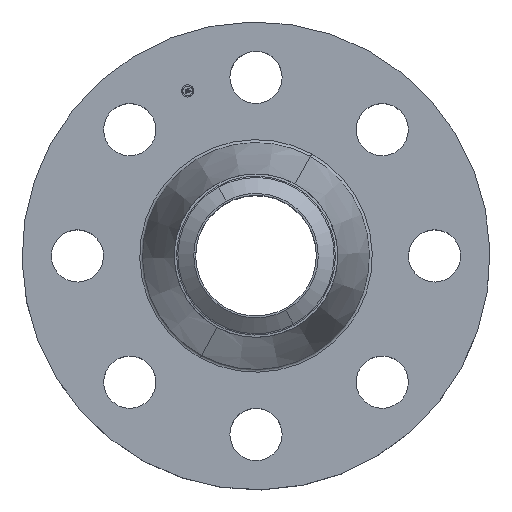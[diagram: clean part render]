
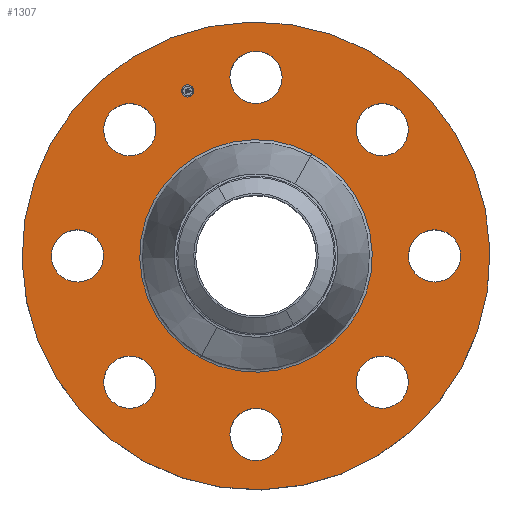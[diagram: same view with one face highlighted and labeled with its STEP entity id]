
A CAD part, top view. The second image highlights one B-rep face of the part: STEP entity #1307.
In plain terms, the highlighted planar face has unit normal (0, 0, 1).
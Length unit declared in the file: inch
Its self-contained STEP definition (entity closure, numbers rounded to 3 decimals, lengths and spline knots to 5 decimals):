
#65=AXIS2_PLACEMENT_3D('Circle Axis2P3D',#63,#64,$) ;
#82=AXIS2_PLACEMENT_3D('Circle Axis2P3D',#80,#81,$) ;
#115=AXIS2_PLACEMENT_3D('Circle Axis2P3D',#113,#114,$) ;
#139=AXIS2_PLACEMENT_3D('Circle Axis2P3D',#137,#138,$) ;
#156=AXIS2_PLACEMENT_3D('Circle Axis2P3D',#154,#155,$) ;
#191=AXIS2_PLACEMENT_3D('Circle Axis2P3D',#189,#190,$) ;
#732=AXIS2_PLACEMENT_3D('Circle Axis2P3D',#730,#731,$) ;
#744=AXIS2_PLACEMENT_3D('Circle Axis2P3D',#742,#743,$) ;
#775=AXIS2_PLACEMENT_3D('Circle Axis2P3D',#773,#774,$) ;
#787=AXIS2_PLACEMENT_3D('Circle Axis2P3D',#785,#786,$) ;
#818=AXIS2_PLACEMENT_3D('Circle Axis2P3D',#816,#817,$) ;
#830=AXIS2_PLACEMENT_3D('Circle Axis2P3D',#828,#829,$) ;
#861=AXIS2_PLACEMENT_3D('Circle Axis2P3D',#859,#860,$) ;
#873=AXIS2_PLACEMENT_3D('Circle Axis2P3D',#871,#872,$) ;
#904=AXIS2_PLACEMENT_3D('Circle Axis2P3D',#902,#903,$) ;
#916=AXIS2_PLACEMENT_3D('Circle Axis2P3D',#914,#915,$) ;
#947=AXIS2_PLACEMENT_3D('Circle Axis2P3D',#945,#946,$) ;
#959=AXIS2_PLACEMENT_3D('Circle Axis2P3D',#957,#958,$) ;
#990=AXIS2_PLACEMENT_3D('Circle Axis2P3D',#988,#989,$) ;
#1002=AXIS2_PLACEMENT_3D('Circle Axis2P3D',#1000,#1001,$) ;
#1247=AXIS2_PLACEMENT_3D('Plane Axis2P3D',#1244,#1245,#1246) ;
#1291=AXIS2_PLACEMENT_3D('Circle Axis2P3D',#1289,#1290,$) ;
#1300=AXIS2_PLACEMENT_3D('Circle Axis2P3D',#1298,#1299,$) ;
#46=CARTESIAN_POINT('Vertex',(-0.93024,7.75819,4.25)) ;
#60=CARTESIAN_POINT('Vertex',(0.93024,6.74181,4.25)) ;
#63=CARTESIAN_POINT('Axis2P3D Location',(0.,7.25,4.25)) ;
#80=CARTESIAN_POINT('Axis2P3D Location',(0.,7.25,4.25)) ;
#110=CARTESIAN_POINT('Vertex',(-4.55454,-8.33703,4.25)) ;
#113=CARTESIAN_POINT('Axis2P3D Location',(0.,0.,4.25)) ;
#117=CARTESIAN_POINT('Vertex',(4.55454,8.33703,4.25)) ;
#137=CARTESIAN_POINT('Axis2P3D Location',(0.,0.,4.25)) ;
#154=CARTESIAN_POINT('Axis2P3D Location',(0.,0.,4.25)) ;
#158=CARTESIAN_POINT('Vertex',(2.2632,4.14277,4.25)) ;
#160=CARTESIAN_POINT('Vertex',(-2.2632,-4.14277,4.25)) ;
#189=CARTESIAN_POINT('Axis2P3D Location',(0.,0.,4.25)) ;
#720=CARTESIAN_POINT('Vertex',(-4.82809,-6.14365,4.25)) ;
#727=CARTESIAN_POINT('Vertex',(-5.42496,-4.1094,4.25)) ;
#730=CARTESIAN_POINT('Axis2P3D Location',(-5.12652,-5.12652,4.25)) ;
#742=CARTESIAN_POINT('Axis2P3D Location',(-5.12652,-5.12652,4.25)) ;
#763=CARTESIAN_POINT('Vertex',(7.75819,0.93024,4.25)) ;
#770=CARTESIAN_POINT('Vertex',(6.74181,-0.93024,4.25)) ;
#773=CARTESIAN_POINT('Axis2P3D Location',(7.25,0.,4.25)) ;
#785=CARTESIAN_POINT('Axis2P3D Location',(7.25,0.,4.25)) ;
#806=CARTESIAN_POINT('Vertex',(-7.75819,-0.93024,4.25)) ;
#813=CARTESIAN_POINT('Vertex',(-6.74181,0.93024,4.25)) ;
#816=CARTESIAN_POINT('Axis2P3D Location',(-7.25,0.,4.25)) ;
#828=CARTESIAN_POINT('Axis2P3D Location',(-7.25,0.,4.25)) ;
#849=CARTESIAN_POINT('Vertex',(6.14365,-4.82809,4.25)) ;
#856=CARTESIAN_POINT('Vertex',(4.1094,-5.42496,4.25)) ;
#859=CARTESIAN_POINT('Axis2P3D Location',(5.12652,-5.12652,4.25)) ;
#871=CARTESIAN_POINT('Axis2P3D Location',(5.12652,-5.12652,4.25)) ;
#892=CARTESIAN_POINT('Vertex',(-6.14365,4.82809,4.25)) ;
#899=CARTESIAN_POINT('Vertex',(-4.1094,5.42496,4.25)) ;
#902=CARTESIAN_POINT('Axis2P3D Location',(-5.12652,5.12652,4.25)) ;
#914=CARTESIAN_POINT('Axis2P3D Location',(-5.12652,5.12652,4.25)) ;
#935=CARTESIAN_POINT('Vertex',(0.93024,-7.75819,4.25)) ;
#942=CARTESIAN_POINT('Vertex',(-0.93024,-6.74181,4.25)) ;
#945=CARTESIAN_POINT('Axis2P3D Location',(0.,-7.25,4.25)) ;
#957=CARTESIAN_POINT('Axis2P3D Location',(0.,-7.25,4.25)) ;
#978=CARTESIAN_POINT('Vertex',(4.82809,6.14365,4.25)) ;
#985=CARTESIAN_POINT('Vertex',(5.42496,4.1094,4.25)) ;
#988=CARTESIAN_POINT('Axis2P3D Location',(5.12652,5.12652,4.25)) ;
#1000=CARTESIAN_POINT('Axis2P3D Location',(5.12652,5.12652,4.25)) ;
#1244=CARTESIAN_POINT('Axis2P3D Location',(0.,9.5,4.25)) ;
#1289=CARTESIAN_POINT('Axis2P3D Location',(-2.77445,6.69813,4.25)) ;
#1293=CARTESIAN_POINT('Vertex',(-3.00312,6.60341,4.25)) ;
#1295=CARTESIAN_POINT('Vertex',(-2.54579,6.79284,4.25)) ;
#1298=CARTESIAN_POINT('Axis2P3D Location',(-2.77445,6.69813,4.25)) ;
#64=DIRECTION('Axis2P3D Direction',(0.,-0.,-0.039)) ;
#81=DIRECTION('Axis2P3D Direction',(0.,-0.,-0.039)) ;
#114=DIRECTION('Axis2P3D Direction',(0.,0.,-0.039)) ;
#138=DIRECTION('Axis2P3D Direction',(0.,0.,-0.039)) ;
#155=DIRECTION('Axis2P3D Direction',(0.,0.,-0.039)) ;
#190=DIRECTION('Axis2P3D Direction',(0.,0.,-0.039)) ;
#731=DIRECTION('Axis2P3D Direction',(0.,0.,-0.039)) ;
#743=DIRECTION('Axis2P3D Direction',(0.,0.,-0.039)) ;
#774=DIRECTION('Axis2P3D Direction',(0.,-0.,-0.039)) ;
#786=DIRECTION('Axis2P3D Direction',(0.,-0.,-0.039)) ;
#817=DIRECTION('Axis2P3D Direction',(0.,0.,-0.039)) ;
#829=DIRECTION('Axis2P3D Direction',(0.,0.,-0.039)) ;
#860=DIRECTION('Axis2P3D Direction',(-0.,0.,-0.039)) ;
#872=DIRECTION('Axis2P3D Direction',(-0.,0.,-0.039)) ;
#903=DIRECTION('Axis2P3D Direction',(0.,0.,-0.039)) ;
#915=DIRECTION('Axis2P3D Direction',(0.,0.,-0.039)) ;
#946=DIRECTION('Axis2P3D Direction',(-0.,0.,-0.039)) ;
#958=DIRECTION('Axis2P3D Direction',(-0.,0.,-0.039)) ;
#989=DIRECTION('Axis2P3D Direction',(0.,-0.,-0.039)) ;
#1001=DIRECTION('Axis2P3D Direction',(0.,-0.,-0.039)) ;
#1245=DIRECTION('Axis2P3D Direction',(0.,0.,-0.039)) ;
#1246=DIRECTION('Axis2P3D XDirection',(0.039,0.,0.)) ;
#1290=DIRECTION('Axis2P3D Direction',(0.,0.,-0.039)) ;
#1299=DIRECTION('Axis2P3D Direction',(0.,0.,-0.039)) ;
#1250=ORIENTED_EDGE('',*,*,#141,.F.) ;
#1251=ORIENTED_EDGE('',*,*,#119,.F.) ;
#1254=ORIENTED_EDGE('',*,*,#67,.T.) ;
#1255=ORIENTED_EDGE('',*,*,#84,.T.) ;
#1258=ORIENTED_EDGE('',*,*,#193,.T.) ;
#1259=ORIENTED_EDGE('',*,*,#162,.T.) ;
#1262=ORIENTED_EDGE('',*,*,#1004,.T.) ;
#1263=ORIENTED_EDGE('',*,*,#992,.T.) ;
#1266=ORIENTED_EDGE('',*,*,#789,.T.) ;
#1267=ORIENTED_EDGE('',*,*,#777,.T.) ;
#1270=ORIENTED_EDGE('',*,*,#875,.T.) ;
#1271=ORIENTED_EDGE('',*,*,#863,.T.) ;
#1274=ORIENTED_EDGE('',*,*,#961,.T.) ;
#1275=ORIENTED_EDGE('',*,*,#949,.T.) ;
#1278=ORIENTED_EDGE('',*,*,#746,.T.) ;
#1279=ORIENTED_EDGE('',*,*,#734,.T.) ;
#1282=ORIENTED_EDGE('',*,*,#832,.T.) ;
#1283=ORIENTED_EDGE('',*,*,#820,.T.) ;
#1286=ORIENTED_EDGE('',*,*,#918,.T.) ;
#1287=ORIENTED_EDGE('',*,*,#906,.T.) ;
#1304=ORIENTED_EDGE('',*,*,#1297,.T.) ;
#1305=ORIENTED_EDGE('',*,*,#1302,.T.) ;
#1256=FACE_BOUND('',#1253,.T.) ;
#1260=FACE_BOUND('',#1257,.T.) ;
#1264=FACE_BOUND('',#1261,.T.) ;
#1268=FACE_BOUND('',#1265,.T.) ;
#1272=FACE_BOUND('',#1269,.T.) ;
#1276=FACE_BOUND('',#1273,.T.) ;
#1280=FACE_BOUND('',#1277,.T.) ;
#1284=FACE_BOUND('',#1281,.T.) ;
#1288=FACE_BOUND('',#1285,.T.) ;
#1306=FACE_BOUND('',#1303,.T.) ;
#1307=ADVANCED_FACE('PartBody',(#1252,#1256,#1260,#1264,#1268,#1272,#1276,#1280,#1284,#1288,#1306),#1248,.F.) ;
#66=CIRCLE('generated circle',#65,1.06) ;
#83=CIRCLE('generated circle',#82,1.06) ;
#116=CIRCLE('generated circle',#115,9.5) ;
#140=CIRCLE('generated circle',#139,9.5) ;
#157=CIRCLE('generated circle',#156,4.72066) ;
#192=CIRCLE('generated circle',#191,4.72066) ;
#733=CIRCLE('generated circle',#732,1.06) ;
#745=CIRCLE('generated circle',#744,1.06) ;
#776=CIRCLE('generated circle',#775,1.06) ;
#788=CIRCLE('generated circle',#787,1.06) ;
#819=CIRCLE('generated circle',#818,1.06) ;
#831=CIRCLE('generated circle',#830,1.06) ;
#862=CIRCLE('generated circle',#861,1.06) ;
#874=CIRCLE('generated circle',#873,1.06) ;
#905=CIRCLE('generated circle',#904,1.06) ;
#917=CIRCLE('generated circle',#916,1.06) ;
#948=CIRCLE('generated circle',#947,1.06) ;
#960=CIRCLE('generated circle',#959,1.06) ;
#991=CIRCLE('generated circle',#990,1.06) ;
#1003=CIRCLE('generated circle',#1002,1.06) ;
#1292=CIRCLE('generated circle',#1291,0.2475) ;
#1301=CIRCLE('generated circle',#1300,0.2475) ;
#67=EDGE_CURVE('',#47,#61,#66,.T.) ;
#84=EDGE_CURVE('',#61,#47,#83,.T.) ;
#119=EDGE_CURVE('',#111,#118,#116,.T.) ;
#141=EDGE_CURVE('',#118,#111,#140,.T.) ;
#162=EDGE_CURVE('',#159,#161,#157,.T.) ;
#193=EDGE_CURVE('',#161,#159,#192,.T.) ;
#734=EDGE_CURVE('',#721,#728,#733,.T.) ;
#746=EDGE_CURVE('',#728,#721,#745,.T.) ;
#777=EDGE_CURVE('',#764,#771,#776,.T.) ;
#789=EDGE_CURVE('',#771,#764,#788,.T.) ;
#820=EDGE_CURVE('',#807,#814,#819,.T.) ;
#832=EDGE_CURVE('',#814,#807,#831,.T.) ;
#863=EDGE_CURVE('',#850,#857,#862,.T.) ;
#875=EDGE_CURVE('',#857,#850,#874,.T.) ;
#906=EDGE_CURVE('',#893,#900,#905,.T.) ;
#918=EDGE_CURVE('',#900,#893,#917,.T.) ;
#949=EDGE_CURVE('',#936,#943,#948,.T.) ;
#961=EDGE_CURVE('',#943,#936,#960,.T.) ;
#992=EDGE_CURVE('',#979,#986,#991,.T.) ;
#1004=EDGE_CURVE('',#986,#979,#1003,.T.) ;
#1297=EDGE_CURVE('',#1294,#1296,#1292,.T.) ;
#1302=EDGE_CURVE('',#1296,#1294,#1301,.T.) ;
#1249=EDGE_LOOP('',(#1250,#1251)) ;
#1253=EDGE_LOOP('',(#1254,#1255)) ;
#1257=EDGE_LOOP('',(#1258,#1259)) ;
#1261=EDGE_LOOP('',(#1262,#1263)) ;
#1265=EDGE_LOOP('',(#1266,#1267)) ;
#1269=EDGE_LOOP('',(#1270,#1271)) ;
#1273=EDGE_LOOP('',(#1274,#1275)) ;
#1277=EDGE_LOOP('',(#1278,#1279)) ;
#1281=EDGE_LOOP('',(#1282,#1283)) ;
#1285=EDGE_LOOP('',(#1286,#1287)) ;
#1303=EDGE_LOOP('',(#1304,#1305)) ;
#1252=FACE_OUTER_BOUND('',#1249,.T.) ;
#1248=PLANE('',#1247) ;
#47=VERTEX_POINT('',#46) ;
#61=VERTEX_POINT('',#60) ;
#111=VERTEX_POINT('',#110) ;
#118=VERTEX_POINT('',#117) ;
#159=VERTEX_POINT('',#158) ;
#161=VERTEX_POINT('',#160) ;
#721=VERTEX_POINT('',#720) ;
#728=VERTEX_POINT('',#727) ;
#764=VERTEX_POINT('',#763) ;
#771=VERTEX_POINT('',#770) ;
#807=VERTEX_POINT('',#806) ;
#814=VERTEX_POINT('',#813) ;
#850=VERTEX_POINT('',#849) ;
#857=VERTEX_POINT('',#856) ;
#893=VERTEX_POINT('',#892) ;
#900=VERTEX_POINT('',#899) ;
#936=VERTEX_POINT('',#935) ;
#943=VERTEX_POINT('',#942) ;
#979=VERTEX_POINT('',#978) ;
#986=VERTEX_POINT('',#985) ;
#1294=VERTEX_POINT('',#1293) ;
#1296=VERTEX_POINT('',#1295) ;
